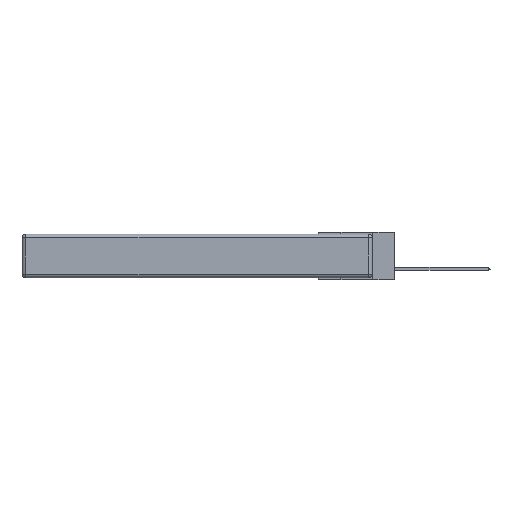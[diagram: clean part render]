
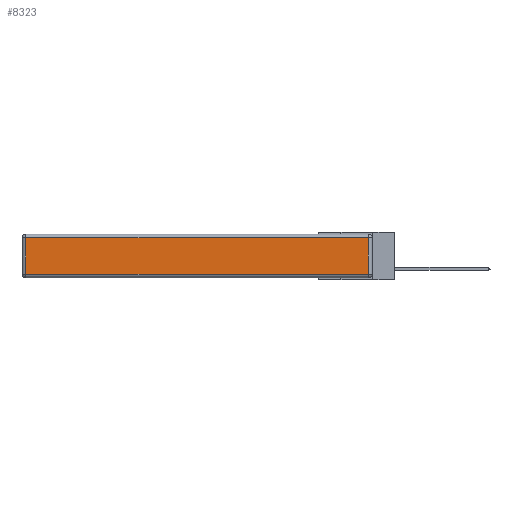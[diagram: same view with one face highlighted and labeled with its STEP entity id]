
A CAD part, left-side view. The second image highlights one B-rep face of the part: STEP entity #8323.
In plain terms, the highlighted planar face has unit normal (-1, 0, 0).
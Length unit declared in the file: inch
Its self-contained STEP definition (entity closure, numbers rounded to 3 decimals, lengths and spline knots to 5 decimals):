
#102 = CARTESIAN_POINT ( 'NONE',  ( 0., 0.03, -0.343 ) ) ;
#1118 = PLANE ( 'NONE',  #3575 ) ;
#1292 = CARTESIAN_POINT ( 'NONE',  ( 0., 2.72, -0.313 ) ) ;
#1384 = VERTEX_POINT ( 'NONE', #9792 ) ;
#1463 = LINE ( 'NONE', #102, #7424 ) ;
#1653 = ORIENTED_EDGE ( 'NONE', *, *, #10107, .T. ) ;
#1666 = EDGE_CURVE ( 'NONE', #9018, #9800, #9585, .T. ) ;
#2493 = DIRECTION ( 'NONE',  ( -1., 0., 0. ) ) ;
#2520 = VECTOR ( 'NONE', #4026, 39.37008 ) ;
#2530 = ORIENTED_EDGE ( 'NONE', *, *, #3290, .T. ) ;
#2647 = CARTESIAN_POINT ( 'NONE',  ( 0., 2.72, -0.03 ) ) ;
#2848 = VECTOR ( 'NONE', #3347, 39.37008 ) ;
#3290 = EDGE_CURVE ( 'NONE', #1384, #9018, #1463, .T. ) ;
#3347 = DIRECTION ( 'NONE',  ( 0., 1., 0. ) ) ;
#3575 = AXIS2_PLACEMENT_3D ( 'NONE', #8937, #2493, #6069 ) ;
#4026 = DIRECTION ( 'NONE',  ( 0., -1., 0. ) ) ;
#4092 = ORIENTED_EDGE ( 'NONE', *, *, #1666, .T. ) ;
#4127 = EDGE_CURVE ( 'NONE', #4542, #1384, #11242, .T. ) ;
#4542 = VERTEX_POINT ( 'NONE', #1292 ) ;
#5383 = CARTESIAN_POINT ( 'NONE',  ( 0., 2.72, -0.343 ) ) ;
#5513 = DIRECTION ( 'NONE',  ( 0., 0., -1. ) ) ;
#6069 = DIRECTION ( 'NONE',  ( 0., 0., 1. ) ) ;
#6281 = FACE_OUTER_BOUND ( 'NONE', #11468, .T. ) ;
#6998 = LINE ( 'NONE', #5383, #11291 ) ;
#7424 = VECTOR ( 'NONE', #8893, 39.37008 ) ;
#8323 = ADVANCED_FACE ( 'NONE', ( #6281 ), #1118, .T. ) ;
#8893 = DIRECTION ( 'NONE',  ( 0., 0., 1. ) ) ;
#8937 = CARTESIAN_POINT ( 'NONE',  ( 0., 0., -0.343 ) ) ;
#9018 = VERTEX_POINT ( 'NONE', #10992 ) ;
#9585 = LINE ( 'NONE', #12174, #2848 ) ;
#9759 = ORIENTED_EDGE ( 'NONE', *, *, #4127, .T. ) ;
#9792 = CARTESIAN_POINT ( 'NONE',  ( 0., 0.03, -0.313 ) ) ;
#9800 = VERTEX_POINT ( 'NONE', #2647 ) ;
#10107 = EDGE_CURVE ( 'NONE', #9800, #4542, #6998, .T. ) ;
#10747 = CARTESIAN_POINT ( 'NONE',  ( 0., 0., -0.313 ) ) ;
#10992 = CARTESIAN_POINT ( 'NONE',  ( 0., 0.03, -0.03 ) ) ;
#11242 = LINE ( 'NONE', #10747, #2520 ) ;
#11291 = VECTOR ( 'NONE', #5513, 39.37008 ) ;
#11468 = EDGE_LOOP ( 'NONE', ( #9759, #2530, #4092, #1653 ) ) ;
#12174 = CARTESIAN_POINT ( 'NONE',  ( 0., 2.75, -0.03 ) ) ;
